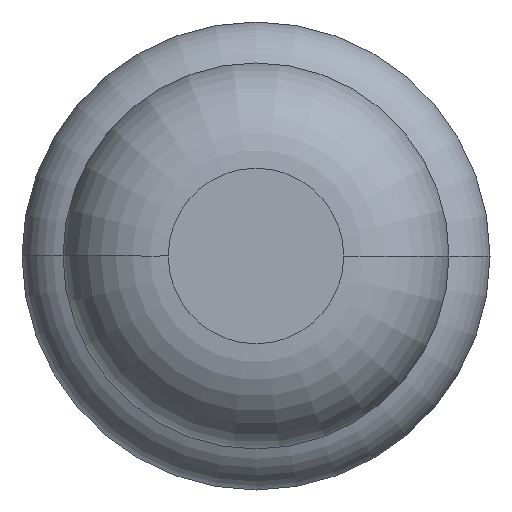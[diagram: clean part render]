
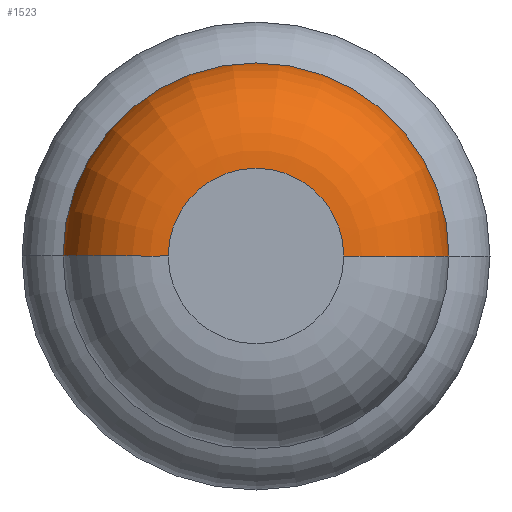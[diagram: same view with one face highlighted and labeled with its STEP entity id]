
A CAD part, front view. The second image highlights one B-rep face of the part: STEP entity #1523.
In plain terms, the highlighted toroidal (fillet/blend) face has major radius 0.375 mm and minor radius 0.45 mm.
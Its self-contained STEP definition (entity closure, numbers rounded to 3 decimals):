
#52 = CARTESIAN_POINT ( 'NONE',  ( -0.825, -31.55, 0. ) ) ;
#184 = ORIENTED_EDGE ( 'NONE', *, *, #999, .F. ) ;
#231 = DIRECTION ( 'NONE',  ( 1., 0., 0. ) ) ;
#398 = VERTEX_POINT ( 'NONE', #52 ) ;
#465 = EDGE_CURVE ( 'Defeature ausgef�hrt1_7+Defeature ausgef�hrt1_8+Defeature ausgef�hrt1_8+Defeature ausgef�hrt1_8', #953, #398, #4044, .T. ) ;
#524 = CARTESIAN_POINT ( 'NONE',  ( 0.375, -32., 0. ) ) ;
#551 = DIRECTION ( 'NONE',  ( -1., 0., 0. ) ) ;
#619 = CIRCLE ( 'NONE', #1734, 0.45 ) ;
#629 = ORIENTED_EDGE ( 'NONE', *, *, #2712, .F. ) ;
#763 = AXIS2_PLACEMENT_3D ( 'NONE', #4048, #1525, #3696 ) ;
#927 = DIRECTION ( 'NONE',  ( 0., 0., -1. ) ) ;
#953 = VERTEX_POINT ( 'NONE', #1768 ) ;
#999 = EDGE_CURVE ( 'Defeature ausgef�hrt1_6+Defeature ausgef�hrt1_7+Defeature ausgef�hrt1_7+Defeature ausgef�hrt1_7', #3995, #1172, #1655, .T. ) ;
#1172 = VERTEX_POINT ( 'NONE', #3538 ) ;
#1523 = ADVANCED_FACE ( 'Defeature ausgef�hrt1_7', ( #2837 ), #1886, .T. ) ;
#1525 = DIRECTION ( 'NONE',  ( 0., -1., 0. ) ) ;
#1545 = AXIS2_PLACEMENT_3D ( 'NONE', #3757, #2461, #231 ) ;
#1655 = CIRCLE ( 'NONE', #763, 0.375 ) ;
#1716 = DIRECTION ( 'NONE',  ( 0., -1., 0. ) ) ;
#1734 = AXIS2_PLACEMENT_3D ( 'NONE', #4078, #927, #551 ) ;
#1768 = CARTESIAN_POINT ( 'NONE',  ( 0.825, -31.55, 0. ) ) ;
#1886 = TOROIDAL_SURFACE ( 'NONE', #1545, 0.375, 0.45 ) ;
#2032 = CARTESIAN_POINT ( 'NONE',  ( -0.375, -31.55, 0. ) ) ;
#2169 = EDGE_CURVE ( 'NONE', #398, #1172, #3883, .T. ) ;
#2364 = EDGE_LOOP ( 'NONE', ( #3410, #3681, #184, #629 ) ) ;
#2372 = DIRECTION ( 'NONE',  ( 0., 0., 1. ) ) ;
#2380 = DIRECTION ( 'NONE',  ( 1., 0., 0. ) ) ;
#2461 = DIRECTION ( 'NONE',  ( 0., -1., 0. ) ) ;
#2485 = AXIS2_PLACEMENT_3D ( 'NONE', #2032, #2372, #3318 ) ;
#2712 = EDGE_CURVE ( 'NONE', #953, #3995, #619, .T. ) ;
#2837 = FACE_OUTER_BOUND ( 'NONE', #2364, .T. ) ;
#3318 = DIRECTION ( 'NONE',  ( 1., 0., 0. ) ) ;
#3410 = ORIENTED_EDGE ( 'NONE', *, *, #465, .T. ) ;
#3487 = AXIS2_PLACEMENT_3D ( 'NONE', #3619, #1716, #2380 ) ;
#3538 = CARTESIAN_POINT ( 'NONE',  ( -0.375, -32., 0. ) ) ;
#3619 = CARTESIAN_POINT ( 'NONE',  ( 0., -31.55, 0. ) ) ;
#3681 = ORIENTED_EDGE ( 'NONE', *, *, #2169, .T. ) ;
#3696 = DIRECTION ( 'NONE',  ( 1., 0., 0. ) ) ;
#3757 = CARTESIAN_POINT ( 'NONE',  ( 0., -31.55, 0. ) ) ;
#3883 = CIRCLE ( 'NONE', #2485, 0.45 ) ;
#3995 = VERTEX_POINT ( 'NONE', #524 ) ;
#4044 = CIRCLE ( 'NONE', #3487, 0.825 ) ;
#4048 = CARTESIAN_POINT ( 'NONE',  ( 0., -32., 0. ) ) ;
#4078 = CARTESIAN_POINT ( 'NONE',  ( 0.375, -31.55, 0. ) ) ;
